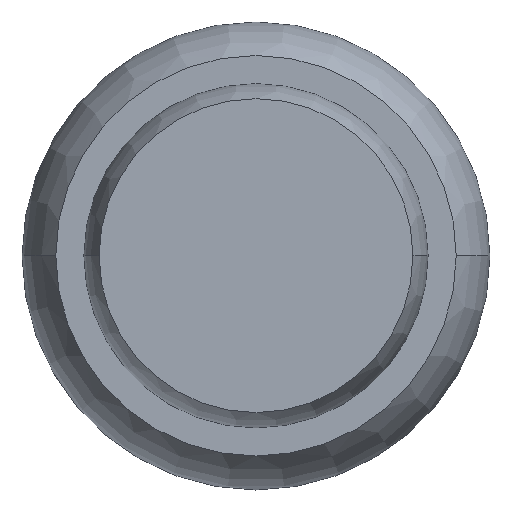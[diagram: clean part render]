
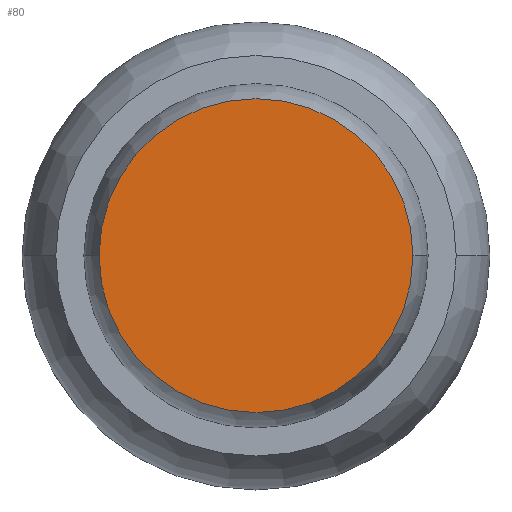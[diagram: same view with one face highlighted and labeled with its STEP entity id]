
A CAD part, top view. The second image highlights one B-rep face of the part: STEP entity #80.
In plain terms, the highlighted planar face has unit normal (0, 0, 1).
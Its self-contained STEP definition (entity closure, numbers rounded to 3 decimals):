
#80=ADVANCED_FACE('',(#151),#152,.T.);
#151=FACE_OUTER_BOUND('',#265,.T.);
#152=PLANE('',#266);
#265=EDGE_LOOP('',(#464,#465,#466));
#266=AXIS2_PLACEMENT_3D('',#467,#468,#469);
#464=ORIENTED_EDGE('',*,*,#820,.T.);
#465=ORIENTED_EDGE('',*,*,#838,.T.);
#466=ORIENTED_EDGE('',*,*,#821,.T.);
#467=CARTESIAN_POINT('',(0.,5.014,0.));
#468=DIRECTION('',(0.,0.,1.0));
#469=DIRECTION('',(0.,1.0,0.));
#820=EDGE_CURVE('',#990,#988,#991,.T.);
#821=EDGE_CURVE('',#982,#990,#992,.T.);
#838=EDGE_CURVE('',#988,#982,#1016,.T.);
#982=VERTEX_POINT('',#1226);
#988=VERTEX_POINT('',#1232);
#990=VERTEX_POINT('',#1234);
#991=CIRCLE('',#1235,10.028);
#992=CIRCLE('',#1236,10.028);
#1016=CIRCLE('',#1268,10.028);
#1226=CARTESIAN_POINT('',(10.028,0.,0.));
#1232=CARTESIAN_POINT('',(-10.028,0.,0.));
#1234=CARTESIAN_POINT('',(0.,10.028,0.));
#1235=AXIS2_PLACEMENT_3D('',#1538,#1539,#1540);
#1236=AXIS2_PLACEMENT_3D('',#1541,#1542,#1543);
#1268=AXIS2_PLACEMENT_3D('',#1576,#1577,#1578);
#1538=CARTESIAN_POINT('',(0.,0.0,0.));
#1539=DIRECTION('',(0.,-0.0,1.0));
#1540=DIRECTION('',(0.0,1.0,0.0));
#1541=CARTESIAN_POINT('',(0.,0.0,0.));
#1542=DIRECTION('',(0.,-0.0,1.0));
#1543=DIRECTION('',(0.0,1.0,0.0));
#1576=CARTESIAN_POINT('',(0.,0.0,0.));
#1577=DIRECTION('',(0.,-0.0,1.0));
#1578=DIRECTION('',(0.0,1.0,0.0));
